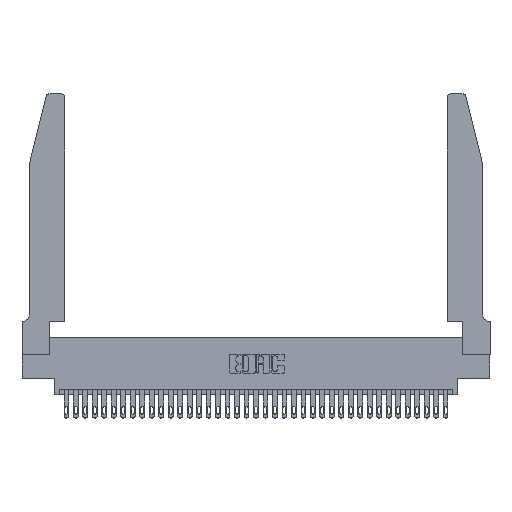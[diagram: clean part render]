
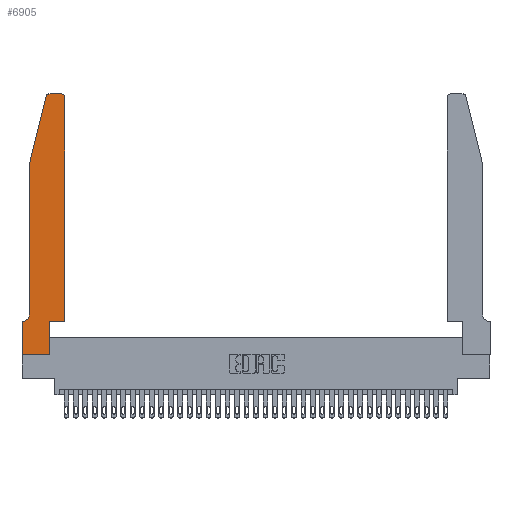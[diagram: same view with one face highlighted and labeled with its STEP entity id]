
A CAD part, top view. The second image highlights one B-rep face of the part: STEP entity #6905.
In plain terms, the highlighted planar face has unit normal (0, 0, 1).
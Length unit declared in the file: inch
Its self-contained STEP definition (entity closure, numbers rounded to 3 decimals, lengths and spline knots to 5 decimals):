
#710 = CARTESIAN_POINT ( 'NONE',  ( 0.0755, 2., 0.37 ) ) ;
#847 = DIRECTION ( 'NONE',  ( -1., 0., 0. ) ) ;
#1237 = DIRECTION ( 'NONE',  ( 0., 0., -1. ) ) ;
#1350 = AXIS2_PLACEMENT_3D ( 'NONE', #7689, #8084, #33910 ) ;
#1354 = ORIENTED_EDGE ( 'NONE', *, *, #6409, .T. ) ;
#1733 = DIRECTION ( 'NONE',  ( 1., 0., 0. ) ) ;
#1850 = VECTOR ( 'NONE', #23394, 39.37008 ) ;
#2208 = LINE ( 'NONE', #21269, #14720 ) ;
#2821 = VERTEX_POINT ( 'NONE', #23149 ) ;
#3283 = ORIENTED_EDGE ( 'NONE', *, *, #3301, .T. ) ;
#3301 = EDGE_CURVE ( 'NONE', #30039, #18111, #3542, .T. ) ;
#3542 = LINE ( 'NONE', #23728, #22383 ) ;
#3768 = PLANE ( 'NONE',  #13550 ) ;
#3799 = CARTESIAN_POINT ( 'NONE',  ( 0.4505, 0.35, 0.37 ) ) ;
#4132 = VERTEX_POINT ( 'NONE', #28425 ) ;
#4329 = ORIENTED_EDGE ( 'NONE', *, *, #4739, .T. ) ;
#4455 = VERTEX_POINT ( 'NONE', #7989 ) ;
#4739 = EDGE_CURVE ( 'NONE', #5538, #4132, #19640, .T. ) ;
#4824 = EDGE_CURVE ( 'NONE', #5288, #30635, #8009, .T. ) ;
#4881 = VECTOR ( 'NONE', #14960, 39.37008 ) ;
#5271 = LINE ( 'NONE', #24957, #34831 ) ;
#5288 = VERTEX_POINT ( 'NONE', #20120 ) ;
#5466 = EDGE_LOOP ( 'NONE', ( #33148, #16274, #14689, #12140, #13711, #1354, #4329, #14096, #3283, #33625, #18604, #6992 ) ) ;
#5538 = VERTEX_POINT ( 'NONE', #25179 ) ;
#6409 = EDGE_CURVE ( 'NONE', #29222, #5538, #29003, .T. ) ;
#6652 = CARTESIAN_POINT ( 'NONE',  ( 0.0055, 0.42, 0.37 ) ) ;
#6671 = DIRECTION ( 'NONE',  ( 0., 0., 1. ) ) ;
#6905 = ADVANCED_FACE ( 'NONE', ( #28539 ), #3768, .T. ) ;
#6992 = ORIENTED_EDGE ( 'NONE', *, *, #19858, .T. ) ;
#7004 = CARTESIAN_POINT ( 'NONE',  ( 0.2865, 0.35, 0.37 ) ) ;
#7508 = LINE ( 'NONE', #32437, #37105 ) ;
#7650 = DIRECTION ( 'NONE',  ( -1., 0., 0. ) ) ;
#7689 = CARTESIAN_POINT ( 'NONE',  ( 0.4205, 2.72, 0.37 ) ) ;
#7989 = CARTESIAN_POINT ( 'NONE',  ( 0.4505, 2.72, 0.37 ) ) ;
#8009 = LINE ( 'NONE', #710, #4881 ) ;
#8084 = DIRECTION ( 'NONE',  ( 0., 0., 1. ) ) ;
#8879 = EDGE_CURVE ( 'NONE', #4132, #30039, #12157, .T. ) ;
#9980 = CARTESIAN_POINT ( 'NONE',  ( 0.4505, 0.35, 0.37 ) ) ;
#10196 = EDGE_CURVE ( 'NONE', #10690, #32581, #18333, .T. ) ;
#10690 = VERTEX_POINT ( 'NONE', #18959 ) ;
#11044 = EDGE_CURVE ( 'NONE', #32196, #4455, #24067, .T. ) ;
#11520 = DIRECTION ( 'NONE',  ( 1., 0., 0. ) ) ;
#12140 = ORIENTED_EDGE ( 'NONE', *, *, #4824, .T. ) ;
#12157 = LINE ( 'NONE', #13022, #1850 ) ;
#12214 = CARTESIAN_POINT ( 'NONE',  ( 0.284, 2.72, 0.37 ) ) ;
#12798 = VECTOR ( 'NONE', #7650, 39.37008 ) ;
#13022 = CARTESIAN_POINT ( 'NONE',  ( 0., 0., 0.37 ) ) ;
#13540 = DIRECTION ( 'NONE',  ( -1., 0., 0. ) ) ;
#13550 = AXIS2_PLACEMENT_3D ( 'NONE', #34135, #19382, #1733 ) ;
#13711 = ORIENTED_EDGE ( 'NONE', *, *, #17616, .T. ) ;
#14096 = ORIENTED_EDGE ( 'NONE', *, *, #8879, .T. ) ;
#14689 = ORIENTED_EDGE ( 'NONE', *, *, #25119, .T. ) ;
#14720 = VECTOR ( 'NONE', #11520, 39.37008 ) ;
#14960 = DIRECTION ( 'NONE',  ( 0., -1., 0. ) ) ;
#15470 = CIRCLE ( 'NONE', #1350, 0.03 ) ;
#16274 = ORIENTED_EDGE ( 'NONE', *, *, #10196, .T. ) ;
#17040 = CARTESIAN_POINT ( 'NONE',  ( 0.0055, 0.35, 0.37 ) ) ;
#17616 = EDGE_CURVE ( 'NONE', #30635, #29222, #30447, .T. ) ;
#17743 = EDGE_CURVE ( 'NONE', #18111, #32196, #2208, .T. ) ;
#18111 = VERTEX_POINT ( 'NONE', #7004 ) ;
#18333 = CIRCLE ( 'NONE', #19452, 0.03 ) ;
#18604 = ORIENTED_EDGE ( 'NONE', *, *, #11044, .T. ) ;
#18959 = CARTESIAN_POINT ( 'NONE',  ( 0.284, 2.75, 0.37 ) ) ;
#19382 = DIRECTION ( 'NONE',  ( 0., 0., 1. ) ) ;
#19452 = AXIS2_PLACEMENT_3D ( 'NONE', #12214, #6671, #24389 ) ;
#19497 = EDGE_CURVE ( 'NONE', #2821, #10690, #5271, .T. ) ;
#19640 = LINE ( 'NONE', #22315, #32628 ) ;
#19858 = EDGE_CURVE ( 'NONE', #4455, #2821, #15470, .T. ) ;
#20120 = CARTESIAN_POINT ( 'NONE',  ( 0.0755, 2., 0.37 ) ) ;
#21269 = CARTESIAN_POINT ( 'NONE',  ( 0.4505, 0.35, 0.37 ) ) ;
#22315 = CARTESIAN_POINT ( 'NONE',  ( 0., 0., 0.37 ) ) ;
#22383 = VECTOR ( 'NONE', #35279, 39.37008 ) ;
#23149 = CARTESIAN_POINT ( 'NONE',  ( 0.4205, 2.75, 0.37 ) ) ;
#23394 = DIRECTION ( 'NONE',  ( 1., 0., 0. ) ) ;
#23728 = CARTESIAN_POINT ( 'NONE',  ( 0.2865, 0.35, 0.37 ) ) ;
#24067 = LINE ( 'NONE', #9980, #28125 ) ;
#24389 = DIRECTION ( 'NONE',  ( 1., 0., 0. ) ) ;
#24957 = CARTESIAN_POINT ( 'NONE',  ( 0.2605, 2.75, 0.37 ) ) ;
#25119 = EDGE_CURVE ( 'NONE', #32581, #5288, #7508, .T. ) ;
#25179 = CARTESIAN_POINT ( 'NONE',  ( 0., 0.35, 0.37 ) ) ;
#27092 = CARTESIAN_POINT ( 'NONE',  ( 0.2865, 0., 0.37 ) ) ;
#28125 = VECTOR ( 'NONE', #30045, 39.37008 ) ;
#28425 = CARTESIAN_POINT ( 'NONE',  ( 0., 0., 0.37 ) ) ;
#28539 = FACE_OUTER_BOUND ( 'NONE', #5466, .T. ) ;
#29003 = LINE ( 'NONE', #33618, #12798 ) ;
#29222 = VERTEX_POINT ( 'NONE', #17040 ) ;
#30039 = VERTEX_POINT ( 'NONE', #27092 ) ;
#30045 = DIRECTION ( 'NONE',  ( 0., 1., 0. ) ) ;
#30447 = CIRCLE ( 'NONE', #32108, 0.07 ) ;
#30635 = VERTEX_POINT ( 'NONE', #34317 ) ;
#31140 = DIRECTION ( 'NONE',  ( 0., -1., 0. ) ) ;
#32108 = AXIS2_PLACEMENT_3D ( 'NONE', #6652, #1237, #847 ) ;
#32196 = VERTEX_POINT ( 'NONE', #3799 ) ;
#32437 = CARTESIAN_POINT ( 'NONE',  ( 0.0755, 2., 0.37 ) ) ;
#32581 = VERTEX_POINT ( 'NONE', #34659 ) ;
#32628 = VECTOR ( 'NONE', #31140, 39.37008 ) ;
#33148 = ORIENTED_EDGE ( 'NONE', *, *, #19497, .T. ) ;
#33618 = CARTESIAN_POINT ( 'NONE',  ( 0.0755, 0.35, 0.37 ) ) ;
#33625 = ORIENTED_EDGE ( 'NONE', *, *, #17743, .T. ) ;
#33910 = DIRECTION ( 'NONE',  ( 1., 0., 0. ) ) ;
#34135 = CARTESIAN_POINT ( 'NONE',  ( 0., 0.35, 0.37 ) ) ;
#34317 = CARTESIAN_POINT ( 'NONE',  ( 0.0755, 0.42, 0.37 ) ) ;
#34659 = CARTESIAN_POINT ( 'NONE',  ( 0.25487, 2.72718, 0.37 ) ) ;
#34831 = VECTOR ( 'NONE', #13540, 39.37008 ) ;
#35279 = DIRECTION ( 'NONE',  ( 0., 1., 0. ) ) ;
#35315 = DIRECTION ( 'NONE',  ( -0.239, -0.971, 0. ) ) ;
#37105 = VECTOR ( 'NONE', #35315, 39.37008 ) ;
